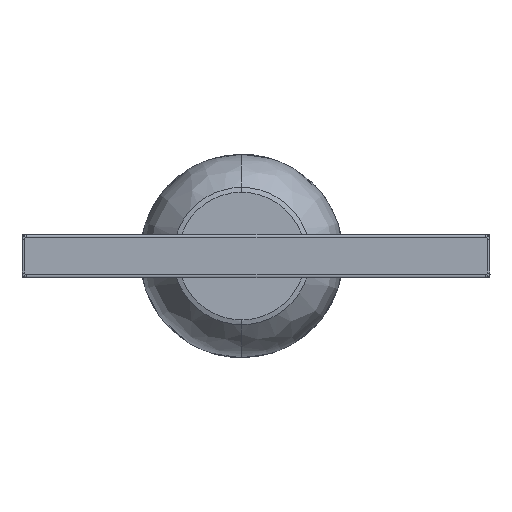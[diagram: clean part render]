
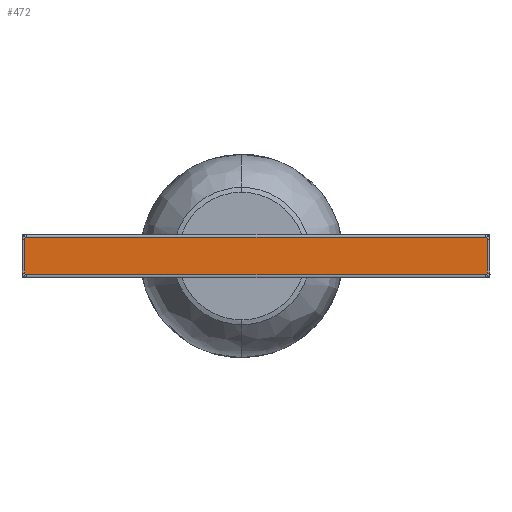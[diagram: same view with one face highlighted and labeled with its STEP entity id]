
A CAD part, front view. The second image highlights one B-rep face of the part: STEP entity #472.
In plain terms, the highlighted planar face has unit normal (0, -1, 0).
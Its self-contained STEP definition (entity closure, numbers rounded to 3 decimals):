
#472=ADVANCED_FACE('',(#594),#2041,.T.);
#594=FACE_OUTER_BOUND('',#716,.T.);
#716=EDGE_LOOP('',(#974,#975,#976,#977,#978,#979,#980,#981,#982,#983,#984,
#985));
#974=ORIENTED_EDGE('',*,*,#1493,.T.);
#975=ORIENTED_EDGE('',*,*,#1495,.T.);
#976=ORIENTED_EDGE('',*,*,#1408,.F.);
#977=ORIENTED_EDGE('',*,*,#1505,.T.);
#978=ORIENTED_EDGE('',*,*,#1507,.T.);
#979=ORIENTED_EDGE('',*,*,#1407,.F.);
#980=ORIENTED_EDGE('',*,*,#1517,.T.);
#981=ORIENTED_EDGE('',*,*,#1519,.T.);
#982=ORIENTED_EDGE('',*,*,#1406,.F.);
#983=ORIENTED_EDGE('',*,*,#1483,.F.);
#984=ORIENTED_EDGE('',*,*,#1481,.F.);
#985=ORIENTED_EDGE('',*,*,#1409,.T.);
#1406=EDGE_CURVE('',#1900,#1901,#1595,.T.);
#1407=EDGE_CURVE('',#1902,#1903,#1596,.T.);
#1408=EDGE_CURVE('',#1905,#1899,#1597,.T.);
#1409=EDGE_CURVE('',#1904,#1898,#1598,.T.);
#1481=EDGE_CURVE('',#1904,#1949,#1670,.T.);
#1483=EDGE_CURVE('',#1949,#1900,#1672,.T.);
#1493=EDGE_CURVE('',#1898,#1956,#1682,.T.);
#1495=EDGE_CURVE('',#1956,#1899,#1684,.T.);
#1505=EDGE_CURVE('',#1905,#1963,#1694,.T.);
#1507=EDGE_CURVE('',#1963,#1903,#1696,.T.);
#1517=EDGE_CURVE('',#1902,#1970,#1706,.T.);
#1519=EDGE_CURVE('',#1970,#1901,#1708,.T.);
#1595=B_SPLINE_CURVE_WITH_KNOTS('',1,(#8411,#8412),.UNSPECIFIED.,.F.,.F.,
(2,2),(1.707,175.514),.UNSPECIFIED.);
#1596=B_SPLINE_CURVE_WITH_KNOTS('',1,(#8413,#8414),.UNSPECIFIED.,.F.,.F.,
(2,2),(1.707,14.52),.UNSPECIFIED.);
#1597=B_SPLINE_CURVE_WITH_KNOTS('',1,(#8415,#8416),.UNSPECIFIED.,.F.,.F.,
(2,2),(1.707,175.514),.UNSPECIFIED.);
#1598=B_SPLINE_CURVE_WITH_KNOTS('',1,(#8417,#8418),.UNSPECIFIED.,.F.,.F.,
(2,2),(1.707,14.52),.UNSPECIFIED.);
#1670=B_SPLINE_CURVE_WITH_KNOTS('',5,(#8777,#8778,#8779,#8780,#8781,#8782,
#8783,#8784,#8785,#8786),.UNSPECIFIED.,.F.,.F.,(6,1,1,1,1,6),(-1.,-0.8,
-0.6,-0.4,-0.2,0.),.UNSPECIFIED.);
#1672=B_SPLINE_CURVE_WITH_KNOTS('',5,(#8797,#8798,#8799,#8800,#8801,#8802,
#8803,#8804,#8805,#8806),.UNSPECIFIED.,.F.,.F.,(6,1,1,1,1,6),(0.,0.2,0.4,
0.6,0.8,1.),.UNSPECIFIED.);
#1682=B_SPLINE_CURVE_WITH_KNOTS('',5,(#8897,#8898,#8899,#8900,#8901,#8902,
#8903,#8904,#8905,#8906),.UNSPECIFIED.,.F.,.F.,(6,1,1,1,1,6),(-1.,-0.8,
-0.6,-0.4,-0.2,0.),.UNSPECIFIED.);
#1684=B_SPLINE_CURVE_WITH_KNOTS('',5,(#8917,#8918,#8919,#8920,#8921,#8922,
#8923,#8924,#8925,#8926),.UNSPECIFIED.,.F.,.F.,(6,1,1,1,1,6),(0.,0.2,0.4,
0.6,0.8,1.),.UNSPECIFIED.);
#1694=B_SPLINE_CURVE_WITH_KNOTS('',5,(#9017,#9018,#9019,#9020,#9021,#9022,
#9023,#9024,#9025,#9026),.UNSPECIFIED.,.F.,.F.,(6,1,1,1,1,6),(-1.,-0.8,
-0.6,-0.4,-0.2,0.),.UNSPECIFIED.);
#1696=B_SPLINE_CURVE_WITH_KNOTS('',5,(#9037,#9038,#9039,#9040,#9041,#9042,
#9043,#9044,#9045,#9046),.UNSPECIFIED.,.F.,.F.,(6,1,1,1,1,6),(0.,0.2,0.4,
0.6,0.8,1.),.UNSPECIFIED.);
#1706=B_SPLINE_CURVE_WITH_KNOTS('',5,(#9137,#9138,#9139,#9140,#9141,#9142,
#9143,#9144,#9145,#9146),.UNSPECIFIED.,.F.,.F.,(6,1,1,1,1,6),(-1.,-0.8,
-0.6,-0.4,-0.2,0.),.UNSPECIFIED.);
#1708=B_SPLINE_CURVE_WITH_KNOTS('',5,(#9157,#9158,#9159,#9160,#9161,#9162,
#9163,#9164,#9165,#9166),.UNSPECIFIED.,.F.,.F.,(6,1,1,1,1,6),(0.,0.2,0.4,
0.6,0.8,1.),.UNSPECIFIED.);
#1898=VERTEX_POINT('',#8307);
#1899=VERTEX_POINT('',#8308);
#1900=VERTEX_POINT('',#8309);
#1901=VERTEX_POINT('',#8310);
#1902=VERTEX_POINT('',#8311);
#1903=VERTEX_POINT('',#8312);
#1904=VERTEX_POINT('',#8313);
#1905=VERTEX_POINT('',#8314);
#1949=VERTEX_POINT('',#8358);
#1956=VERTEX_POINT('',#8365);
#1963=VERTEX_POINT('',#8372);
#1970=VERTEX_POINT('',#8379);
#2041=PLANE('',#2090);
#2090=AXIS2_PLACEMENT_3D('',#3357,#2122,$);
#2122=DIRECTION('',(0.,-1.,0.));
#3357=CARTESIAN_POINT('',(103.013,-57.515,-16.566));
#8307=CARTESIAN_POINT('',(102.013,-57.515,-2.046));
#8308=CARTESIAN_POINT('',(101.306,-57.515,-1.339));
#8309=CARTESIAN_POINT('',(101.306,-57.515,-15.566));
#8310=CARTESIAN_POINT('',(-72.502,-57.515,-15.566));
#8311=CARTESIAN_POINT('',(-73.209,-57.515,-14.859));
#8312=CARTESIAN_POINT('',(-73.209,-57.515,-2.046));
#8313=CARTESIAN_POINT('',(102.013,-57.515,-14.859));
#8314=CARTESIAN_POINT('',(-72.502,-57.515,-1.339));
#8358=CARTESIAN_POINT('',(101.836,-57.515,-15.389));
#8365=CARTESIAN_POINT('',(101.836,-57.515,-1.515));
#8372=CARTESIAN_POINT('',(-73.032,-57.515,-1.515));
#8379=CARTESIAN_POINT('',(-73.032,-57.515,-15.389));
#8411=CARTESIAN_POINT('',(101.306,-57.515,-15.566));
#8412=CARTESIAN_POINT('',(-72.502,-57.515,-15.566));
#8413=CARTESIAN_POINT('',(-73.209,-57.515,-14.859));
#8414=CARTESIAN_POINT('',(-73.209,-57.515,-2.046));
#8415=CARTESIAN_POINT('',(-72.502,-57.515,-1.339));
#8416=CARTESIAN_POINT('',(101.306,-57.515,-1.339));
#8417=CARTESIAN_POINT('',(102.013,-57.515,-14.859));
#8418=CARTESIAN_POINT('',(102.013,-57.515,-2.046));
#8777=CARTESIAN_POINT('',(102.013,-57.515,-14.859));
#8778=CARTESIAN_POINT('',(102.013,-57.515,-14.887));
#8779=CARTESIAN_POINT('',(102.011,-57.515,-14.942));
#8780=CARTESIAN_POINT('',(102.005,-57.515,-15.021));
#8781=CARTESIAN_POINT('',(101.988,-57.515,-15.117));
#8782=CARTESIAN_POINT('',(101.953,-57.515,-15.223));
#8783=CARTESIAN_POINT('',(101.913,-57.515,-15.296));
#8784=CARTESIAN_POINT('',(101.877,-57.515,-15.345));
#8785=CARTESIAN_POINT('',(101.85,-57.515,-15.375));
#8786=CARTESIAN_POINT('',(101.836,-57.515,-15.389));
#8797=CARTESIAN_POINT('',(101.836,-57.515,-15.389));
#8798=CARTESIAN_POINT('',(101.822,-57.515,-15.403));
#8799=CARTESIAN_POINT('',(101.792,-57.515,-15.43));
#8800=CARTESIAN_POINT('',(101.743,-57.515,-15.466));
#8801=CARTESIAN_POINT('',(101.67,-57.515,-15.506));
#8802=CARTESIAN_POINT('',(101.564,-57.515,-15.541));
#8803=CARTESIAN_POINT('',(101.467,-57.515,-15.558));
#8804=CARTESIAN_POINT('',(101.389,-57.515,-15.564));
#8805=CARTESIAN_POINT('',(101.334,-57.515,-15.566));
#8806=CARTESIAN_POINT('',(101.306,-57.515,-15.566));
#8897=CARTESIAN_POINT('',(102.013,-57.515,-2.046));
#8898=CARTESIAN_POINT('',(102.013,-57.515,-2.017));
#8899=CARTESIAN_POINT('',(102.011,-57.515,-1.962));
#8900=CARTESIAN_POINT('',(102.005,-57.515,-1.884));
#8901=CARTESIAN_POINT('',(101.988,-57.515,-1.788));
#8902=CARTESIAN_POINT('',(101.953,-57.515,-1.682));
#8903=CARTESIAN_POINT('',(101.913,-57.515,-1.608));
#8904=CARTESIAN_POINT('',(101.877,-57.515,-1.559));
#8905=CARTESIAN_POINT('',(101.85,-57.515,-1.53));
#8906=CARTESIAN_POINT('',(101.836,-57.515,-1.515));
#8917=CARTESIAN_POINT('',(101.836,-57.515,-1.515));
#8918=CARTESIAN_POINT('',(101.822,-57.515,-1.501));
#8919=CARTESIAN_POINT('',(101.792,-57.515,-1.474));
#8920=CARTESIAN_POINT('',(101.743,-57.515,-1.438));
#8921=CARTESIAN_POINT('',(101.67,-57.515,-1.399));
#8922=CARTESIAN_POINT('',(101.564,-57.515,-1.363));
#8923=CARTESIAN_POINT('',(101.467,-57.515,-1.346));
#8924=CARTESIAN_POINT('',(101.389,-57.515,-1.34));
#8925=CARTESIAN_POINT('',(101.334,-57.515,-1.339));
#8926=CARTESIAN_POINT('',(101.306,-57.515,-1.339));
#9017=CARTESIAN_POINT('',(-72.502,-57.515,-1.339));
#9018=CARTESIAN_POINT('',(-72.53,-57.515,-1.339));
#9019=CARTESIAN_POINT('',(-72.585,-57.515,-1.34));
#9020=CARTESIAN_POINT('',(-72.663,-57.515,-1.346));
#9021=CARTESIAN_POINT('',(-72.76,-57.515,-1.363));
#9022=CARTESIAN_POINT('',(-72.866,-57.515,-1.399));
#9023=CARTESIAN_POINT('',(-72.939,-57.515,-1.438));
#9024=CARTESIAN_POINT('',(-72.988,-57.515,-1.474));
#9025=CARTESIAN_POINT('',(-73.018,-57.515,-1.501));
#9026=CARTESIAN_POINT('',(-73.032,-57.515,-1.515));
#9037=CARTESIAN_POINT('',(-73.032,-57.515,-1.515));
#9038=CARTESIAN_POINT('',(-73.046,-57.515,-1.53));
#9039=CARTESIAN_POINT('',(-73.073,-57.515,-1.559));
#9040=CARTESIAN_POINT('',(-73.109,-57.515,-1.608));
#9041=CARTESIAN_POINT('',(-73.149,-57.515,-1.682));
#9042=CARTESIAN_POINT('',(-73.184,-57.515,-1.788));
#9043=CARTESIAN_POINT('',(-73.201,-57.515,-1.884));
#9044=CARTESIAN_POINT('',(-73.207,-57.515,-1.962));
#9045=CARTESIAN_POINT('',(-73.209,-57.515,-2.017));
#9046=CARTESIAN_POINT('',(-73.209,-57.515,-2.046));
#9137=CARTESIAN_POINT('',(-73.209,-57.515,-14.859));
#9138=CARTESIAN_POINT('',(-73.209,-57.515,-14.887));
#9139=CARTESIAN_POINT('',(-73.207,-57.515,-14.942));
#9140=CARTESIAN_POINT('',(-73.201,-57.515,-15.021));
#9141=CARTESIAN_POINT('',(-73.184,-57.515,-15.117));
#9142=CARTESIAN_POINT('',(-73.149,-57.515,-15.223));
#9143=CARTESIAN_POINT('',(-73.109,-57.515,-15.296));
#9144=CARTESIAN_POINT('',(-73.073,-57.515,-15.345));
#9145=CARTESIAN_POINT('',(-73.046,-57.515,-15.375));
#9146=CARTESIAN_POINT('',(-73.032,-57.515,-15.389));
#9157=CARTESIAN_POINT('',(-73.032,-57.515,-15.389));
#9158=CARTESIAN_POINT('',(-73.018,-57.515,-15.403));
#9159=CARTESIAN_POINT('',(-72.988,-57.515,-15.43));
#9160=CARTESIAN_POINT('',(-72.939,-57.515,-15.466));
#9161=CARTESIAN_POINT('',(-72.866,-57.515,-15.506));
#9162=CARTESIAN_POINT('',(-72.76,-57.515,-15.541));
#9163=CARTESIAN_POINT('',(-72.663,-57.515,-15.558));
#9164=CARTESIAN_POINT('',(-72.585,-57.515,-15.564));
#9165=CARTESIAN_POINT('',(-72.53,-57.515,-15.566));
#9166=CARTESIAN_POINT('',(-72.502,-57.515,-15.566));
